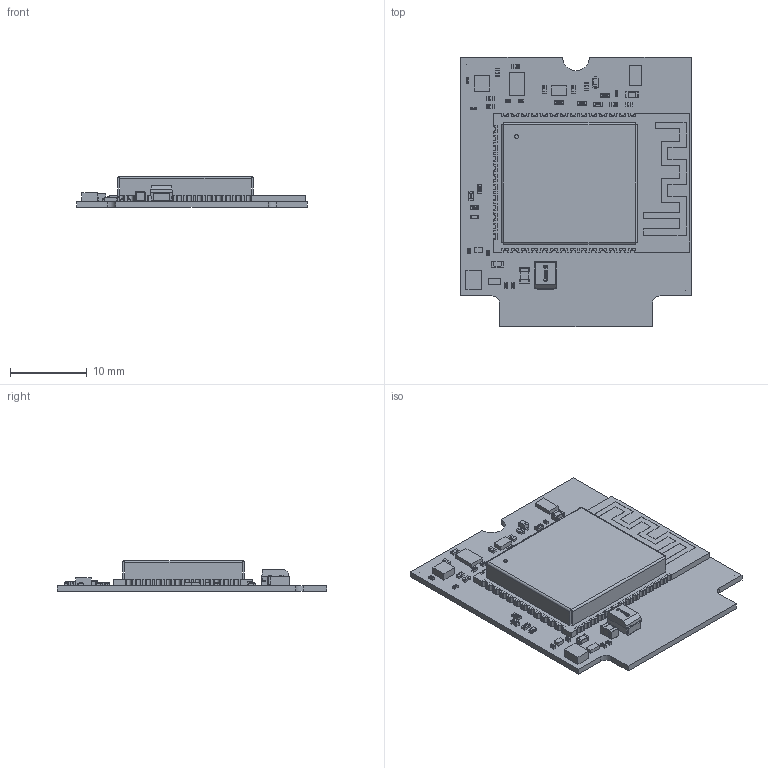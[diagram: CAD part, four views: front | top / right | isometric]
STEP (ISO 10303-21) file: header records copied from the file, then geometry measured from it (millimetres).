
FILE_DESCRIPTION(/* description */ ('PCB Design'),/* implementation_level */ '2;1');
FILE_NAME(/* name */ '20230016_notecard-lofi_v5',/* time_stamp */ '2023-08-25T16:37:31+02:00',/* author */ ('Administrator'),/* organization */ (''),/* preprocessor_version */ 'ST-DEVELOPER v16',/* originating_system */ 'allegro_17.4S036',/* authorisation */ '');
FILE_SCHEMA (('AUTOMOTIVE_DESIGN { 1 0 10303 214 3 1 1 }'));
Products named in the file (40): 20230016_NOTECARD-LOFI_V5; BOARD_OUTLINE; COMPONENTS; Y-ABS06; PB-EVPBB2A9B000; FIDUCIAL; RS-0201; MOD-ESP32S3WROOM; LS-0907; VFLGA12; IC-STSAFE-A100; WLCSP8; SOD523; RS-0402; UFDFN3; LD-0402; CS-C-0603; CS-C-0805; CS-C-0402; CS-T-B; Document; vuoto; User Library-RES_0603-0201; ESP32-S3-WROOM-1-N8R2; Cubo; User Library-SOD-523F; User Library-RES_1005-0402; ASSEMBLY; User Library-led_0402; User Library-cap_0603_lowprofile; User Library-cap_0805-1; User Library-0402C; User Library-Tantalum Capacitor Case B_Tantalum case B part2; User Library-Tantalum Capacitor Case B_Tantalum case B part1; User Library-Tantalum Capacitor Case B
Assembly tree (66 placements, depth 5):
  20230016_NOTECARD-LOFI_V5
    BOARD_OUTLINE
    COMPONENTS
      Y-ABS06
        Document
      PB-EVPBB2A9B000
        Document
      FIDUCIAL  x4
        vuoto
      RS-0201  x9
        User Library-RES_0603-0201
      MOD-ESP32S3WROOM
        ESP32-S3-WROOM-1-N8R2
      LS-0907
        Document
      VFLGA12
        Cubo
      IC-STSAFE-A100
        Document
      WLCSP8
        Document
      SOD523
        User Library-SOD-523F
      RS-0402  x7
        User Library-RES_1005-0402
      UFDFN3
        ASSEMBLY
          UFDFN3
      LD-0402
        User Library-led_0402
      CS-C-0603  x2
        User Library-cap_0603_lowprofile
      CS-C-0805
        User Library-cap_0805-1
      CS-C-0402  x9
        User Library-0402C
      CS-T-B
        User Library-Tantalum Capacitor Case B
          User Library-Tantalum Capacitor Case B_Tantalum case B part1
          User Library-Tantalum Capacitor Case B_Tantalum case B part2  x2
Bounding box: 30 x 35 x 4.03 mm (x, y, z)
Volume: 492.1 mm3; surface area: 4427.6 mm2
Topology: 144 solids, 145 shells, 3277 faces, 8076 edges, 5186 vertices
Faces by surface type: plane 2127, bspline 617, cylinder 433, torus 72, sphere 28
Entity records: 54739 total; most frequent: CARTESIAN_POINT 14580, ORIENTED_EDGE 7172, DIRECTION 6389, EDGE_CURVE 3587, VECTOR 3035, LINE 3035, VERTEX_POINT 2350, AXIS2_PLACEMENT_3D 1773
